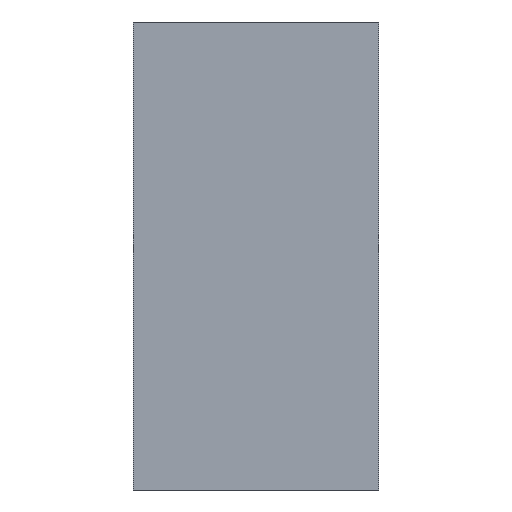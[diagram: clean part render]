
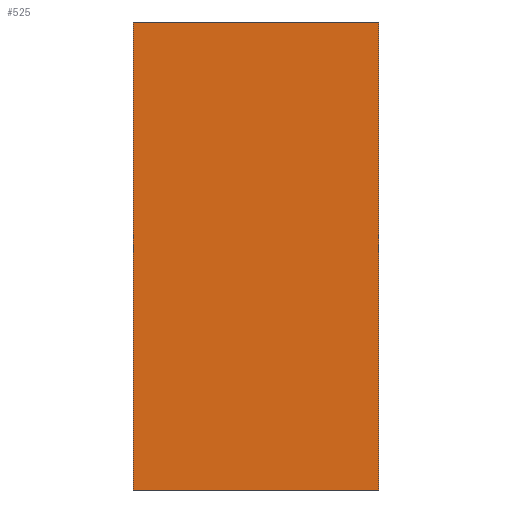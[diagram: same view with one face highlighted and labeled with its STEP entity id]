
A CAD part, left-side view. The second image highlights one B-rep face of the part: STEP entity #525.
In plain terms, the highlighted planar face has unit normal (-1, 0, 0).
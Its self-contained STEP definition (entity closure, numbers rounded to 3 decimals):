
#25 = ORIENTED_EDGE ( 'NONE', *, *, #46, .T. ) ;
#46 = EDGE_CURVE ( 'NONE', #557, #435, #319, .T. ) ;
#49 = CARTESIAN_POINT ( 'NONE',  ( -1.6, 0., 0.79 ) ) ;
#55 = VECTOR ( 'NONE', #216, 1000. ) ;
#106 = EDGE_LOOP ( 'NONE', ( #938, #463, #309, #25 ) ) ;
#161 = VECTOR ( 'NONE', #222, 1000. ) ;
#191 = CARTESIAN_POINT ( 'NONE',  ( -1.6, 0., 0.79 ) ) ;
#195 = PLANE ( 'NONE',  #594 ) ;
#216 = DIRECTION ( 'NONE',  ( 0., -1., 0. ) ) ;
#222 = DIRECTION ( 'NONE',  ( 0., 0., -1. ) ) ;
#223 = EDGE_CURVE ( 'NONE', #415, #351, #226, .T. ) ;
#225 = VECTOR ( 'NONE', #276, 1000. ) ;
#226 = LINE ( 'NONE', #308, #632 ) ;
#251 = CARTESIAN_POINT ( 'NONE',  ( -1.6, 0., 0.79 ) ) ;
#257 = CARTESIAN_POINT ( 'NONE',  ( -1.6, 0., -0.79 ) ) ;
#263 = DIRECTION ( 'NONE',  ( 1., 0., 0. ) ) ;
#276 = DIRECTION ( 'NONE',  ( 0., -1., 0. ) ) ;
#308 = CARTESIAN_POINT ( 'NONE',  ( -1.6, 0., 0.79 ) ) ;
#309 = ORIENTED_EDGE ( 'NONE', *, *, #517, .F. ) ;
#319 = LINE ( 'NONE', #479, #161 ) ;
#351 = VERTEX_POINT ( 'NONE', #257 ) ;
#415 = VERTEX_POINT ( 'NONE', #251 ) ;
#435 = VERTEX_POINT ( 'NONE', #927 ) ;
#463 = ORIENTED_EDGE ( 'NONE', *, *, #223, .F. ) ;
#479 = CARTESIAN_POINT ( 'NONE',  ( -1.6, 0.83, 0.79 ) ) ;
#492 = CARTESIAN_POINT ( 'NONE',  ( -1.6, 0.83, 0.79 ) ) ;
#497 = DIRECTION ( 'NONE',  ( 0., 0., -1. ) ) ;
#517 = EDGE_CURVE ( 'NONE', #557, #415, #812, .T. ) ;
#525 = ADVANCED_FACE ( 'NONE', ( #617 ), #195, .F. ) ;
#557 = VERTEX_POINT ( 'NONE', #492 ) ;
#594 = AXIS2_PLACEMENT_3D ( 'NONE', #49, #263, #497 ) ;
#617 = FACE_OUTER_BOUND ( 'NONE', #106, .T. ) ;
#632 = VECTOR ( 'NONE', #661, 1000. ) ;
#661 = DIRECTION ( 'NONE',  ( 0., 0., -1. ) ) ;
#670 = EDGE_CURVE ( 'NONE', #435, #351, #892, .T. ) ;
#727 = CARTESIAN_POINT ( 'NONE',  ( -1.6, 0., -0.79 ) ) ;
#812 = LINE ( 'NONE', #191, #225 ) ;
#892 = LINE ( 'NONE', #727, #55 ) ;
#927 = CARTESIAN_POINT ( 'NONE',  ( -1.6, 0.83, -0.79 ) ) ;
#938 = ORIENTED_EDGE ( 'NONE', *, *, #670, .T. ) ;
